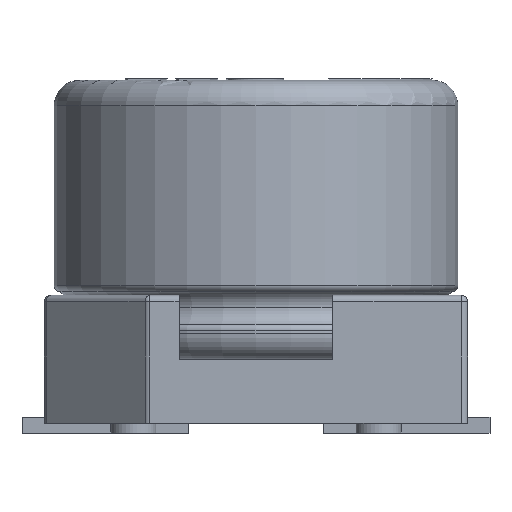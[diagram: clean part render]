
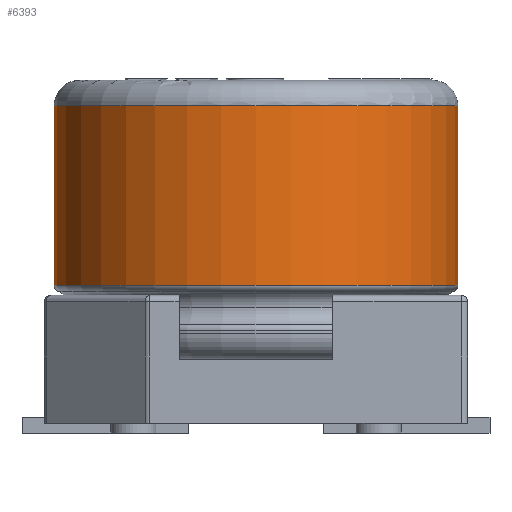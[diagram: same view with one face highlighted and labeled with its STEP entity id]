
A CAD part, left-side view. The second image highlights one B-rep face of the part: STEP entity #6393.
In plain terms, the highlighted cylindrical face has radius 3.15 mm (diameter 6.3 mm), a partial arc.
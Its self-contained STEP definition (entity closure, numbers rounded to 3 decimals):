
#173 = CARTESIAN_POINT ( 'NONE',  ( 0., 3.15, 4.954 ) ) ;
#507 = CIRCLE ( 'NONE', #7962, 3.15 ) ;
#515 = EDGE_LOOP ( 'NONE', ( #5187, #6287, #2089, #6599 ) ) ;
#533 = CYLINDRICAL_SURFACE ( 'NONE', #7472, 3.15 ) ;
#663 = AXIS2_PLACEMENT_3D ( 'NONE', #3057, #7395, #4898 ) ;
#1155 = CARTESIAN_POINT ( 'NONE',  ( 0., 3.15, -18.963 ) ) ;
#1576 = CARTESIAN_POINT ( 'NONE',  ( 0., 0., -18.963 ) ) ;
#1740 = CARTESIAN_POINT ( 'NONE',  ( 0., 0., 2.155 ) ) ;
#2009 = LINE ( 'NONE', #1155, #7018 ) ;
#2089 = ORIENTED_EDGE ( 'NONE', *, *, #2653, .T. ) ;
#2533 = EDGE_CURVE ( 'NONE', #4448, #6687, #5534, .T. ) ;
#2653 = EDGE_CURVE ( 'NONE', #6687, #7400, #2009, .T. ) ;
#3002 = VERTEX_POINT ( 'NONE', #3666 ) ;
#3057 = CARTESIAN_POINT ( 'NONE',  ( 0., 0., 4.954 ) ) ;
#3260 = DIRECTION ( 'NONE',  ( 0., 0., -1. ) ) ;
#3567 = DIRECTION ( 'NONE',  ( 0., 0., -1. ) ) ;
#3620 = FACE_OUTER_BOUND ( 'NONE', #515, .T. ) ;
#3666 = CARTESIAN_POINT ( 'NONE',  ( 0., -3.15, 2.155 ) ) ;
#3891 = VECTOR ( 'NONE', #3260, 1000. ) ;
#4161 = DIRECTION ( 'NONE',  ( 0., 1., 0. ) ) ;
#4448 = VERTEX_POINT ( 'NONE', #6604 ) ;
#4734 = EDGE_CURVE ( 'NONE', #4448, #3002, #7179, .T. ) ;
#4751 = DIRECTION ( 'NONE',  ( 0., 0., -1. ) ) ;
#4898 = DIRECTION ( 'NONE',  ( 0., 1., 0. ) ) ;
#5038 = EDGE_CURVE ( 'NONE', #3002, #7400, #507, .T. ) ;
#5187 = ORIENTED_EDGE ( 'NONE', *, *, #4734, .F. ) ;
#5534 = CIRCLE ( 'NONE', #663, 3.15 ) ;
#6067 = DIRECTION ( 'NONE',  ( 0., 0., -1. ) ) ;
#6287 = ORIENTED_EDGE ( 'NONE', *, *, #2533, .T. ) ;
#6393 = ADVANCED_FACE ( 'NONE', ( #3620 ), #533, .T. ) ;
#6599 = ORIENTED_EDGE ( 'NONE', *, *, #5038, .F. ) ;
#6604 = CARTESIAN_POINT ( 'NONE',  ( 0., -3.15, 4.954 ) ) ;
#6687 = VERTEX_POINT ( 'NONE', #173 ) ;
#7018 = VECTOR ( 'NONE', #6067, 1000. ) ;
#7179 = LINE ( 'NONE', #7497, #3891 ) ;
#7317 = DIRECTION ( 'NONE',  ( 0., 1., 0. ) ) ;
#7395 = DIRECTION ( 'NONE',  ( 0., 0., -1. ) ) ;
#7400 = VERTEX_POINT ( 'NONE', #7576 ) ;
#7472 = AXIS2_PLACEMENT_3D ( 'NONE', #1576, #3567, #7317 ) ;
#7497 = CARTESIAN_POINT ( 'NONE',  ( 0., -3.15, -18.963 ) ) ;
#7576 = CARTESIAN_POINT ( 'NONE',  ( 0., 3.15, 2.155 ) ) ;
#7962 = AXIS2_PLACEMENT_3D ( 'NONE', #1740, #4751, #4161 ) ;
